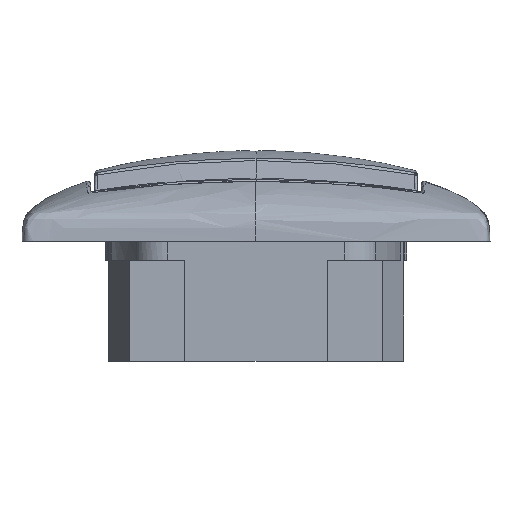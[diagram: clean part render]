
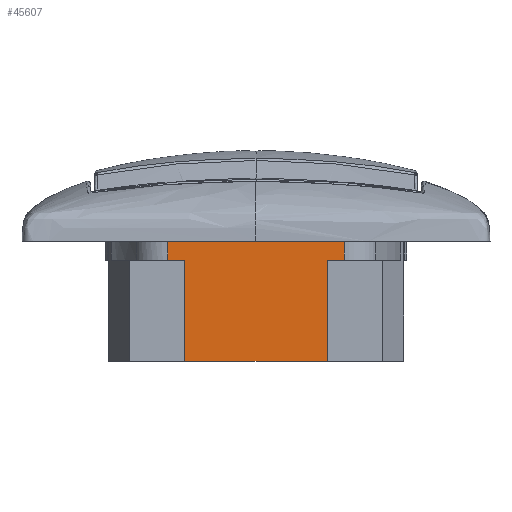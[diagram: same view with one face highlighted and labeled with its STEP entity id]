
A CAD part, left-side view. The second image highlights one B-rep face of the part: STEP entity #45607.
In plain terms, the highlighted planar face has unit normal (-1, 0, 0).
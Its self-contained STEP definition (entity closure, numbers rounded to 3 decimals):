
#303 = EDGE_CURVE ( 'NONE', #76984, #42959, #2856, .T. ) ;
#757 = DIRECTION ( 'NONE',  ( 0., 0., 1. ) ) ;
#1887 = B_SPLINE_CURVE_WITH_KNOTS ( 'NONE', 3,
 ( #32333, #23401, #57527, #91106 ),
 .UNSPECIFIED., .F., .F.,
 ( 4, 4 ),
 ( 0., 1. ),
 .UNSPECIFIED. ) ;
#2113 = CARTESIAN_POINT ( 'NONE',  ( -25.7, -12.444, -9.3 ) ) ;
#2856 = B_SPLINE_CURVE_WITH_KNOTS ( 'NONE', 3,
 ( #88817, #89371, #38453, #2113 ),
 .UNSPECIFIED., .F., .F.,
 ( 4, 4 ),
 ( 0., 1. ),
 .UNSPECIFIED. ) ;
#7483 = CARTESIAN_POINT ( 'NONE',  ( -25.7, -14.469, -6. ) ) ;
#9431 = CARTESIAN_POINT ( 'NONE',  ( -25.7, 12.444, -6. ) ) ;
#10788 = B_SPLINE_CURVE_WITH_KNOTS ( 'NONE', 3,
 ( #17943, #16284, #52050, #50398 ),
 .UNSPECIFIED., .F., .F.,
 ( 4, 4 ),
 ( 0., 1. ),
 .UNSPECIFIED. ) ;
#10813 = CARTESIAN_POINT ( 'NONE',  ( -25.7, -15.481, -5.5 ) ) ;
#11705 = B_SPLINE_CURVE_WITH_KNOTS ( 'NONE', 3,
 ( #36436, #43173, #70575, #68927 ),
 .UNSPECIFIED., .F., .F.,
 ( 4, 4 ),
 ( 0., 1. ),
 .UNSPECIFIED. ) ;
#12571 = VERTEX_POINT ( 'NONE', #9431 ) ;
#16284 = CARTESIAN_POINT ( 'NONE',  ( -25.7, 4.148, -27. ) ) ;
#17545 = FACE_OUTER_BOUND ( 'NONE', #103061, .T. ) ;
#17943 = CARTESIAN_POINT ( 'NONE',  ( -25.7, 12.444, -27. ) ) ;
#19732 = B_SPLINE_CURVE_WITH_KNOTS ( 'NONE', 3,
 ( #101346, #34193, #68333, #102444 ),
 .UNSPECIFIED., .F., .F.,
 ( 4, 4 ),
 ( 0.902, 1. ),
 .UNSPECIFIED. ) ;
#21167 = EDGE_CURVE ( 'NONE', #12571, #46885, #19732, .T. ) ;
#22337 = AXIS2_PLACEMENT_3D ( 'NONE', #10813, #95277, #757 ) ;
#22649 = VERTEX_POINT ( 'NONE', #77040 ) ;
#22825 = CARTESIAN_POINT ( 'NONE',  ( -25.7, 12.444, -9.3 ) ) ;
#23260 = EDGE_CURVE ( 'NONE', #76984, #62771, #11705, .T. ) ;
#23345 = EDGE_CURVE ( 'NONE', #12571, #57463, #98455, .T. ) ;
#23401 = CARTESIAN_POINT ( 'NONE',  ( -25.7, 12.444, -15.2 ) ) ;
#23487 = CARTESIAN_POINT ( 'NONE',  ( -25.7, 12.444, -6. ) ) ;
#25020 = CARTESIAN_POINT ( 'NONE',  ( -25.7, 15.481, -9.3 ) ) ;
#30825 = ORIENTED_EDGE ( 'NONE', *, *, #80925, .T. ) ;
#32085 = CARTESIAN_POINT ( 'NONE',  ( -25.7, -15.481, -6. ) ) ;
#32333 = CARTESIAN_POINT ( 'NONE',  ( -25.7, 12.444, -9.3 ) ) ;
#32851 = CARTESIAN_POINT ( 'NONE',  ( -25.7, 15.481, -8.2 ) ) ;
#34193 = CARTESIAN_POINT ( 'NONE',  ( -25.7, 13.456, -6. ) ) ;
#36211 = ORIENTED_EDGE ( 'NONE', *, *, #52228, .T. ) ;
#36254 = EDGE_CURVE ( 'NONE', #46885, #81705, #48779, .T. ) ;
#36436 = CARTESIAN_POINT ( 'NONE',  ( -25.7, -15.481, -9.3 ) ) ;
#38453 = CARTESIAN_POINT ( 'NONE',  ( -25.7, -13.456, -9.3 ) ) ;
#39216 = ORIENTED_EDGE ( 'NONE', *, *, #44500, .T. ) ;
#39469 = ORIENTED_EDGE ( 'NONE', *, *, #303, .F. ) ;
#40380 = ORIENTED_EDGE ( 'NONE', *, *, #21167, .T. ) ;
#40818 = CARTESIAN_POINT ( 'NONE',  ( -25.7, 4.148, -6. ) ) ;
#41245 = CARTESIAN_POINT ( 'NONE',  ( -25.7, 15.481, -6. ) ) ;
#42308 = CARTESIAN_POINT ( 'NONE',  ( -25.7, -12.444, -9.3 ) ) ;
#42959 = VERTEX_POINT ( 'NONE', #88506 ) ;
#42962 = ORIENTED_EDGE ( 'NONE', *, *, #23345, .F. ) ;
#43173 = CARTESIAN_POINT ( 'NONE',  ( -25.7, -15.481, -8.2 ) ) ;
#43414 = CARTESIAN_POINT ( 'NONE',  ( -25.7, -12.444, -15.2 ) ) ;
#44500 = EDGE_CURVE ( 'NONE', #62771, #57463, #45981, .T. ) ;
#45607 = ADVANCED_FACE ( 'NONE', ( #17545 ), #79046, .T. ) ;
#45981 = B_SPLINE_CURVE_WITH_KNOTS ( 'NONE', 3,
 ( #32085, #7483, #101442, #58919 ),
 .UNSPECIFIED., .F., .F.,
 ( 4, 4 ),
 ( 0., 0.098 ),
 .UNSPECIFIED. ) ;
#46007 = CARTESIAN_POINT ( 'NONE',  ( -25.7, 12.444, -9.3 ) ) ;
#46885 = VERTEX_POINT ( 'NONE', #61991 ) ;
#48779 = B_SPLINE_CURVE_WITH_KNOTS ( 'NONE', 3,
 ( #41245, #101653, #32851, #25020 ),
 .UNSPECIFIED., .F., .F.,
 ( 4, 4 ),
 ( 0., 1. ),
 .UNSPECIFIED. ) ;
#49714 = CARTESIAN_POINT ( 'NONE',  ( -25.7, -15.481, -9.3 ) ) ;
#50398 = CARTESIAN_POINT ( 'NONE',  ( -25.7, -12.444, -27. ) ) ;
#52050 = CARTESIAN_POINT ( 'NONE',  ( -25.7, -4.148, -27. ) ) ;
#52228 = EDGE_CURVE ( 'NONE', #97100, #42959, #93976, .T. ) ;
#56527 = CARTESIAN_POINT ( 'NONE',  ( -25.7, -12.444, -6. ) ) ;
#57463 = VERTEX_POINT ( 'NONE', #85358 ) ;
#57493 = CARTESIAN_POINT ( 'NONE',  ( -25.7, 13.456, -9.3 ) ) ;
#57527 = CARTESIAN_POINT ( 'NONE',  ( -25.7, 12.444, -21.1 ) ) ;
#58919 = CARTESIAN_POINT ( 'NONE',  ( -25.7, -12.444, -6. ) ) ;
#59440 = EDGE_CURVE ( 'NONE', #61375, #81705, #96312, .T. ) ;
#61375 = VERTEX_POINT ( 'NONE', #46007 ) ;
#61991 = CARTESIAN_POINT ( 'NONE',  ( -25.7, 15.481, -6. ) ) ;
#62771 = VERTEX_POINT ( 'NONE', #77297 ) ;
#68333 = CARTESIAN_POINT ( 'NONE',  ( -25.7, 14.469, -6. ) ) ;
#68927 = CARTESIAN_POINT ( 'NONE',  ( -25.7, -15.481, -6. ) ) ;
#70575 = CARTESIAN_POINT ( 'NONE',  ( -25.7, -15.481, -7.1 ) ) ;
#73848 = CARTESIAN_POINT ( 'NONE',  ( -25.7, -4.148, -6. ) ) ;
#76984 = VERTEX_POINT ( 'NONE', #49714 ) ;
#77040 = CARTESIAN_POINT ( 'NONE',  ( -25.7, 12.444, -27. ) ) ;
#77297 = CARTESIAN_POINT ( 'NONE',  ( -25.7, -15.481, -6. ) ) ;
#78108 = CARTESIAN_POINT ( 'NONE',  ( -25.7, -12.444, -21.1 ) ) ;
#79046 = PLANE ( 'NONE',  #22337 ) ;
#80925 = EDGE_CURVE ( 'NONE', #22649, #97100, #10788, .T. ) ;
#81705 = VERTEX_POINT ( 'NONE', #108692 ) ;
#83007 = ORIENTED_EDGE ( 'NONE', *, *, #59440, .F. ) ;
#85358 = CARTESIAN_POINT ( 'NONE',  ( -25.7, -12.444, -6. ) ) ;
#88506 = CARTESIAN_POINT ( 'NONE',  ( -25.7, -12.444, -9.3 ) ) ;
#88817 = CARTESIAN_POINT ( 'NONE',  ( -25.7, -15.481, -9.3 ) ) ;
#89371 = CARTESIAN_POINT ( 'NONE',  ( -25.7, -14.469, -9.3 ) ) ;
#91106 = CARTESIAN_POINT ( 'NONE',  ( -25.7, 12.444, -27. ) ) ;
#91620 = CARTESIAN_POINT ( 'NONE',  ( -25.7, 14.469, -9.3 ) ) ;
#92959 = ORIENTED_EDGE ( 'NONE', *, *, #101746, .T. ) ;
#93976 = B_SPLINE_CURVE_WITH_KNOTS ( 'NONE', 3,
 ( #94337, #78108, #43414, #42308 ),
 .UNSPECIFIED., .F., .F.,
 ( 4, 4 ),
 ( 0., 1. ),
 .UNSPECIFIED. ) ;
#94337 = CARTESIAN_POINT ( 'NONE',  ( -25.7, -12.444, -27. ) ) ;
#95277 = DIRECTION ( 'NONE',  ( -1., 0., 0. ) ) ;
#96312 = B_SPLINE_CURVE_WITH_KNOTS ( 'NONE', 3,
 ( #22825, #57493, #91620, #107845 ),
 .UNSPECIFIED., .F., .F.,
 ( 4, 4 ),
 ( 0., 1. ),
 .UNSPECIFIED. ) ;
#97100 = VERTEX_POINT ( 'NONE', #108094 ) ;
#98455 = B_SPLINE_CURVE_WITH_KNOTS ( 'NONE', 3,
 ( #23487, #40818, #73848, #56527 ),
 .UNSPECIFIED., .F., .F.,
 ( 4, 4 ),
 ( 0.098, 0.902 ),
 .UNSPECIFIED. ) ;
#101346 = CARTESIAN_POINT ( 'NONE',  ( -25.7, 12.444, -6. ) ) ;
#101442 = CARTESIAN_POINT ( 'NONE',  ( -25.7, -13.456, -6. ) ) ;
#101583 = ORIENTED_EDGE ( 'NONE', *, *, #23260, .T. ) ;
#101653 = CARTESIAN_POINT ( 'NONE',  ( -25.7, 15.481, -7.1 ) ) ;
#101746 = EDGE_CURVE ( 'NONE', #61375, #22649, #1887, .T. ) ;
#102444 = CARTESIAN_POINT ( 'NONE',  ( -25.7, 15.481, -6. ) ) ;
#103061 = EDGE_LOOP ( 'NONE', ( #39469, #101583, #39216, #42962, #40380, #109166, #83007, #92959, #30825, #36211 ) ) ;
#107845 = CARTESIAN_POINT ( 'NONE',  ( -25.7, 15.481, -9.3 ) ) ;
#108094 = CARTESIAN_POINT ( 'NONE',  ( -25.7, -12.444, -27. ) ) ;
#108692 = CARTESIAN_POINT ( 'NONE',  ( -25.7, 15.481, -9.3 ) ) ;
#109166 = ORIENTED_EDGE ( 'NONE', *, *, #36254, .T. ) ;
